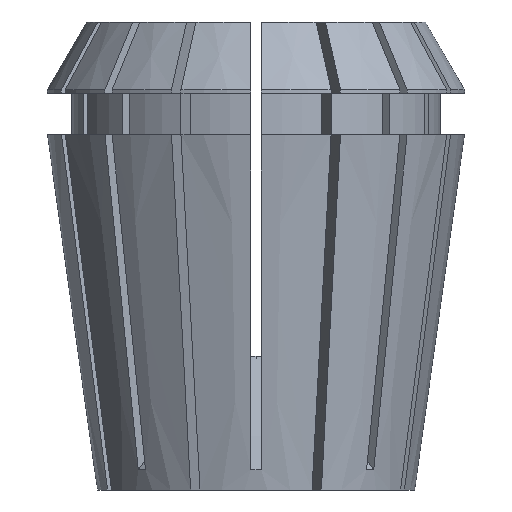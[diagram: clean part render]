
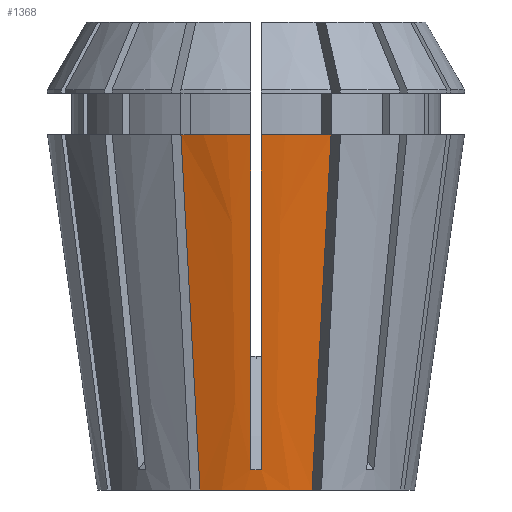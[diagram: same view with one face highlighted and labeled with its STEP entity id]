
A CAD part, front view. The second image highlights one B-rep face of the part: STEP entity #1368.
In plain terms, the highlighted conical face has half-angle 8 degrees and reference radius 15.595 mm.
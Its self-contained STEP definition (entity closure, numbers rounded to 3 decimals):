
#114 = CARTESIAN_POINT ( 'NONE',  ( 0., 0., 34.9 ) ) ;
#147 = CARTESIAN_POINT ( 'NONE',  ( 5.503, -14.592, 0. ) ) ;
#248 = CARTESIAN_POINT ( 'NONE',  ( 0.5, -20.494, 34.9 ) ) ;
#254 = DIRECTION ( 'NONE',  ( 0., 0., -1. ) ) ;
#304 = CARTESIAN_POINT ( 'NONE',  ( 0.5, -15.869, 2.006 ) ) ;
#323 = VERTEX_POINT ( 'NONE', #363 ) ;
#342 = CARTESIAN_POINT ( 'NONE',  ( 0.5, -15.869, 2.006 ) ) ;
#363 = CARTESIAN_POINT ( 'NONE',  ( -7.381, -19.126, 34.9 ) ) ;
#414 = B_SPLINE_CURVE_WITH_KNOTS ( 'NONE', 3,
 ( #2143, #1761, #447, #5530 ),
 .UNSPECIFIED., .F., .F.,
 ( 4, 4 ),
 ( 0., 0.001 ),
 .UNSPECIFIED. ) ;
#447 = CARTESIAN_POINT ( 'NONE',  ( 0.167, -15.879, 1.998 ) ) ;
#465 = CONICAL_SURFACE ( 'NONE', #5047, 15.595, 0.14 ) ;
#575 = ORIENTED_EDGE ( 'NONE', *, *, #2243, .T. ) ;
#592 = VERTEX_POINT ( 'NONE', #2406 ) ;
#601 = FACE_OUTER_BOUND ( 'NONE', #4855, .T. ) ;
#654 = CIRCLE ( 'NONE', #3930, 20.5 ) ;
#749 = CARTESIAN_POINT ( 'NONE',  ( -0.5, -16.084, 3.535 ) ) ;
#867 = B_SPLINE_CURVE_WITH_KNOTS ( 'NONE', 3,
 ( #1540, #1112, #2500, #1192, #5045, #5009, #3348, #749, #2440, #5415 ),
 .UNSPECIFIED., .F., .F.,
 ( 4, 3, 3, 4 ),
 ( 0.076, 0.078, 0.107, 0.109 ),
 .UNSPECIFIED. ) ;
#870 = EDGE_CURVE ( 'NONE', #4235, #4321, #1598, .T. ) ;
#887 = DIRECTION ( 'NONE',  ( 0., 0., -1. ) ) ;
#968 = VERTEX_POINT ( 'NONE', #342 ) ;
#1068 = DIRECTION ( 'NONE',  ( 1., 0., 0. ) ) ;
#1112 = CARTESIAN_POINT ( 'NONE',  ( -0.5, -20.38, 34.088 ) ) ;
#1168 = CARTESIAN_POINT ( 'NONE',  ( -5.503, -14.592, 0. ) ) ;
#1192 = CARTESIAN_POINT ( 'NONE',  ( -0.5, -20.152, 32.464 ) ) ;
#1339 = B_SPLINE_CURVE_WITH_KNOTS ( 'NONE', 3,
 ( #3774, #2475, #5463, #1168 ),
 .UNSPECIFIED., .F., .F.,
 ( 4, 4 ),
 ( 0., 0.035 ),
 .UNSPECIFIED. ) ;
#1368 = ADVANCED_FACE ( 'NONE', ( #601 ), #465, .T. ) ;
#1463 = CARTESIAN_POINT ( 'NONE',  ( -5.503, -14.592, 0. ) ) ;
#1467 = CARTESIAN_POINT ( 'NONE',  ( 0., 0., 0. ) ) ;
#1481 = ORIENTED_EDGE ( 'NONE', *, *, #4105, .F. ) ;
#1540 = CARTESIAN_POINT ( 'NONE',  ( -0.5, -20.494, 34.9 ) ) ;
#1598 = CIRCLE ( 'NONE', #4427, 15.595 ) ;
#1761 = CARTESIAN_POINT ( 'NONE',  ( -0.167, -15.879, 1.998 ) ) ;
#1827 = VERTEX_POINT ( 'NONE', #248 ) ;
#1875 = CARTESIAN_POINT ( 'NONE',  ( 6.129, -16.104, 11.633 ) ) ;
#1996 = AXIS2_PLACEMENT_3D ( 'NONE', #2614, #887, #4272 ) ;
#2003 = CARTESIAN_POINT ( 'NONE',  ( 0.5, -17.512, 13.688 ) ) ;
#2014 = CARTESIAN_POINT ( 'NONE',  ( 0.5, -16.192, 4.3 ) ) ;
#2035 = CARTESIAN_POINT ( 'NONE',  ( 0.5, -15.977, 2.77 ) ) ;
#2053 = CARTESIAN_POINT ( 'NONE',  ( 0.5, -20.266, 33.276 ) ) ;
#2143 = CARTESIAN_POINT ( 'NONE',  ( -0.5, -15.869, 2.006 ) ) ;
#2144 = VERTEX_POINT ( 'NONE', #3827 ) ;
#2243 = EDGE_CURVE ( 'NONE', #2144, #323, #2521, .T. ) ;
#2293 = DIRECTION ( 'NONE',  ( 0., 0., 1. ) ) ;
#2351 = CARTESIAN_POINT ( 'NONE',  ( 5.503, -14.592, 0. ) ) ;
#2406 = CARTESIAN_POINT ( 'NONE',  ( 7.381, -19.126, 34.9 ) ) ;
#2415 = EDGE_CURVE ( 'NONE', #592, #1827, #654, .T. ) ;
#2422 = CARTESIAN_POINT ( 'NONE',  ( 0.5, -16.084, 3.535 ) ) ;
#2440 = CARTESIAN_POINT ( 'NONE',  ( -0.5, -15.977, 2.77 ) ) ;
#2475 = CARTESIAN_POINT ( 'NONE',  ( -6.755, -17.615, 23.267 ) ) ;
#2500 = CARTESIAN_POINT ( 'NONE',  ( -0.5, -20.266, 33.276 ) ) ;
#2521 = CIRCLE ( 'NONE', #1996, 20.5 ) ;
#2586 = B_SPLINE_CURVE_WITH_KNOTS ( 'NONE', 3,
 ( #2735, #3151, #1875, #2351 ),
 .UNSPECIFIED., .F., .F.,
 ( 4, 4 ),
 ( 0., 0.035 ),
 .UNSPECIFIED. ) ;
#2614 = CARTESIAN_POINT ( 'NONE',  ( 0., 0., 34.9 ) ) ;
#2735 = CARTESIAN_POINT ( 'NONE',  ( 7.381, -19.126, 34.9 ) ) ;
#2856 = CARTESIAN_POINT ( 'NONE',  ( 0.5, -18.832, 23.076 ) ) ;
#2933 = CARTESIAN_POINT ( 'NONE',  ( 0.5, -20.152, 32.464 ) ) ;
#3054 = ORIENTED_EDGE ( 'NONE', *, *, #3672, .T. ) ;
#3105 = ORIENTED_EDGE ( 'NONE', *, *, #870, .F. ) ;
#3151 = CARTESIAN_POINT ( 'NONE',  ( 6.755, -17.615, 23.267 ) ) ;
#3229 = DIRECTION ( 'NONE',  ( -1., 0., 0. ) ) ;
#3345 = ORIENTED_EDGE ( 'NONE', *, *, #2415, .T. ) ;
#3348 = CARTESIAN_POINT ( 'NONE',  ( -0.5, -16.192, 4.3 ) ) ;
#3581 = EDGE_CURVE ( 'NONE', #2144, #4200, #867, .T. ) ;
#3583 = DIRECTION ( 'NONE',  ( 0., 0., -1. ) ) ;
#3664 = EDGE_CURVE ( 'NONE', #323, #4321, #1339, .T. ) ;
#3672 = EDGE_CURVE ( 'NONE', #1827, #968, #4299, .T. ) ;
#3774 = CARTESIAN_POINT ( 'NONE',  ( -7.381, -19.126, 34.9 ) ) ;
#3827 = CARTESIAN_POINT ( 'NONE',  ( -0.5, -20.494, 34.9 ) ) ;
#3930 = AXIS2_PLACEMENT_3D ( 'NONE', #114, #3583, #5259 ) ;
#4105 = EDGE_CURVE ( 'NONE', #4200, #968, #414, .T. ) ;
#4200 = VERTEX_POINT ( 'NONE', #4719 ) ;
#4235 = VERTEX_POINT ( 'NONE', #147 ) ;
#4272 = DIRECTION ( 'NONE',  ( -1., 0., 0. ) ) ;
#4299 = B_SPLINE_CURVE_WITH_KNOTS ( 'NONE', 3,
 ( #4550, #4617, #2053, #2933, #2856, #2003, #2014, #2422, #2035, #304 ),
 .UNSPECIFIED., .F., .F.,
 ( 4, 3, 3, 4 ),
 ( 0.076, 0.078, 0.107, 0.109 ),
 .UNSPECIFIED. ) ;
#4321 = VERTEX_POINT ( 'NONE', #1463 ) ;
#4383 = EDGE_CURVE ( 'NONE', #592, #4235, #2586, .T. ) ;
#4427 = AXIS2_PLACEMENT_3D ( 'NONE', #4973, #254, #3229 ) ;
#4428 = ORIENTED_EDGE ( 'NONE', *, *, #3664, .T. ) ;
#4550 = CARTESIAN_POINT ( 'NONE',  ( 0.5, -20.494, 34.9 ) ) ;
#4617 = CARTESIAN_POINT ( 'NONE',  ( 0.5, -20.38, 34.088 ) ) ;
#4719 = CARTESIAN_POINT ( 'NONE',  ( -0.5, -15.869, 2.006 ) ) ;
#4855 = EDGE_LOOP ( 'NONE', ( #5503, #3345, #3054, #1481, #5129, #575, #4428, #3105 ) ) ;
#4973 = CARTESIAN_POINT ( 'NONE',  ( 0., 0., 0. ) ) ;
#5009 = CARTESIAN_POINT ( 'NONE',  ( -0.5, -17.512, 13.688 ) ) ;
#5045 = CARTESIAN_POINT ( 'NONE',  ( -0.5, -18.832, 23.076 ) ) ;
#5047 = AXIS2_PLACEMENT_3D ( 'NONE', #1467, #2293, #1068 ) ;
#5129 = ORIENTED_EDGE ( 'NONE', *, *, #3581, .F. ) ;
#5259 = DIRECTION ( 'NONE',  ( -1., 0., 0. ) ) ;
#5415 = CARTESIAN_POINT ( 'NONE',  ( -0.5, -15.869, 2.006 ) ) ;
#5463 = CARTESIAN_POINT ( 'NONE',  ( -6.129, -16.104, 11.633 ) ) ;
#5503 = ORIENTED_EDGE ( 'NONE', *, *, #4383, .F. ) ;
#5530 = CARTESIAN_POINT ( 'NONE',  ( 0.5, -15.869, 2.006 ) ) ;
